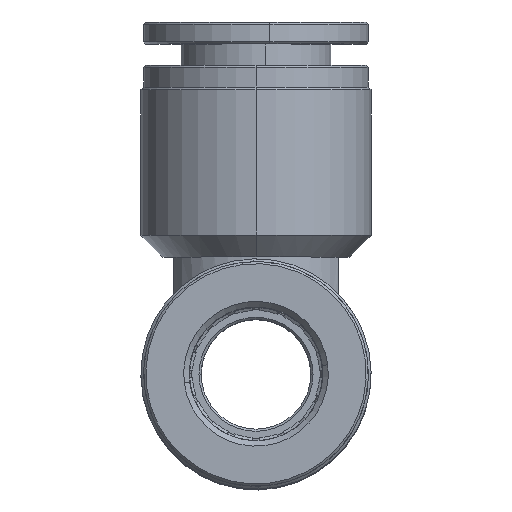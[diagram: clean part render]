
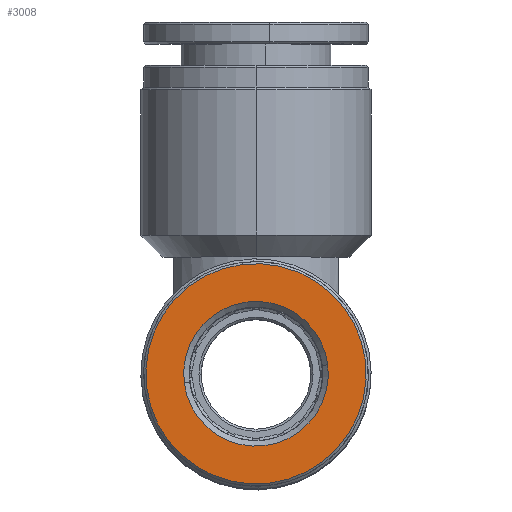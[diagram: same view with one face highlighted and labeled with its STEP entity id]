
A CAD part, top view. The second image highlights one B-rep face of the part: STEP entity #3008.
In plain terms, the highlighted planar face has unit normal (0, 0, 1).
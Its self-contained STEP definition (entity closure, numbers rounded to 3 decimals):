
#395 = FACE_OUTER_BOUND ( 'NONE', #9111, .T. ) ;
#713 = EDGE_CURVE ( 'NONE', #20843, #33820, #8512, .T. ) ;
#1696 = EDGE_CURVE ( 'NONE', #65713, #53164, #2350, .T. ) ;
#1766 = ORIENTED_EDGE ( 'NONE', *, *, #713, .T. ) ;
#1840 = CARTESIAN_POINT ( 'NONE',  ( 6.549, 0.821, 21.432 ) ) ;
#1972 = FACE_BOUND ( 'NONE', #25794, .T. ) ;
#2350 = CIRCLE ( 'NONE', #5880, 10.05 ) ;
#3008 = ADVANCED_FACE ( 'NONE', ( #1972, #395 ), #24483, .T. ) ;
#4561 = CARTESIAN_POINT ( 'NONE',  ( -6.549, -0.821, 21.432 ) ) ;
#5880 = AXIS2_PLACEMENT_3D ( 'NONE', #45555, #15213, #50719 ) ;
#6458 = DIRECTION ( 'NONE',  ( 0., 0., -1. ) ) ;
#7764 = CIRCLE ( 'NONE', #32066, 6.6 ) ;
#8512 = CIRCLE ( 'NONE', #52146, 6.6 ) ;
#9111 = EDGE_LOOP ( 'NONE', ( #59234, #20649 ) ) ;
#10255 = AXIS2_PLACEMENT_3D ( 'NONE', #55178, #24704, #60292 ) ;
#11873 = DIRECTION ( 'NONE',  ( 0., 0., -1. ) ) ;
#15213 = DIRECTION ( 'NONE',  ( 0., 0., 1. ) ) ;
#20094 = AXIS2_PLACEMENT_3D ( 'NONE', #29899, #65412, #34959 ) ;
#20649 = ORIENTED_EDGE ( 'NONE', *, *, #1696, .T. ) ;
#20843 = VERTEX_POINT ( 'NONE', #4561 ) ;
#24483 = PLANE ( 'NONE',  #10255 ) ;
#24704 = DIRECTION ( 'NONE',  ( 0., 0., 1. ) ) ;
#25794 = EDGE_LOOP ( 'NONE', ( #50768, #1766 ) ) ;
#27740 = CARTESIAN_POINT ( 'NONE',  ( 1.25, -9.972, 21.432 ) ) ;
#29204 = EDGE_CURVE ( 'NONE', #33820, #20843, #7764, .T. ) ;
#29899 = CARTESIAN_POINT ( 'NONE',  ( 0., 0., 21.432 ) ) ;
#32066 = AXIS2_PLACEMENT_3D ( 'NONE', #42172, #11873, #47338 ) ;
#33820 = VERTEX_POINT ( 'NONE', #1840 ) ;
#34959 = DIRECTION ( 'NONE',  ( 0.124, -0.992, 0. ) ) ;
#36766 = DIRECTION ( 'NONE',  ( 0.992, 0.124, 0. ) ) ;
#41846 = CARTESIAN_POINT ( 'NONE',  ( 0., 0., 21.432 ) ) ;
#42172 = CARTESIAN_POINT ( 'NONE',  ( 0., 0., 21.432 ) ) ;
#45555 = CARTESIAN_POINT ( 'NONE',  ( 0., 0., 21.432 ) ) ;
#46454 = CIRCLE ( 'NONE', #20094, 10.05 ) ;
#47338 = DIRECTION ( 'NONE',  ( 0.992, 0.124, 0. ) ) ;
#49754 = EDGE_CURVE ( 'NONE', #53164, #65713, #46454, .T. ) ;
#50719 = DIRECTION ( 'NONE',  ( 0.124, -0.992, 0. ) ) ;
#50768 = ORIENTED_EDGE ( 'NONE', *, *, #29204, .T. ) ;
#52146 = AXIS2_PLACEMENT_3D ( 'NONE', #41846, #6458, #36766 ) ;
#53164 = VERTEX_POINT ( 'NONE', #27740 ) ;
#55178 = CARTESIAN_POINT ( 'NONE',  ( 0., 0., 21.432 ) ) ;
#56951 = CARTESIAN_POINT ( 'NONE',  ( -1.25, 9.972, 21.432 ) ) ;
#59234 = ORIENTED_EDGE ( 'NONE', *, *, #49754, .T. ) ;
#60292 = DIRECTION ( 'NONE',  ( -0.124, 0.992, 0. ) ) ;
#65412 = DIRECTION ( 'NONE',  ( 0., 0., 1. ) ) ;
#65713 = VERTEX_POINT ( 'NONE', #56951 ) ;
